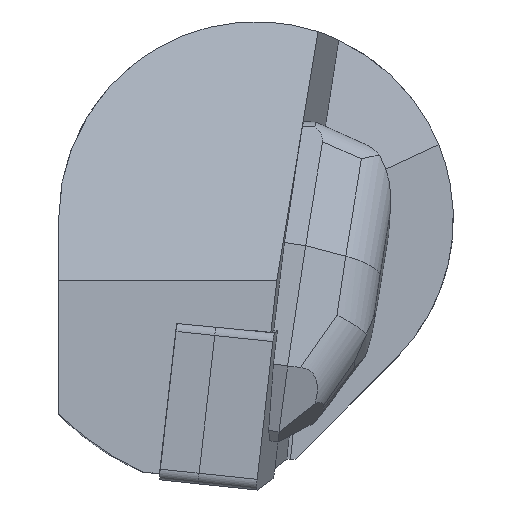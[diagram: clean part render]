
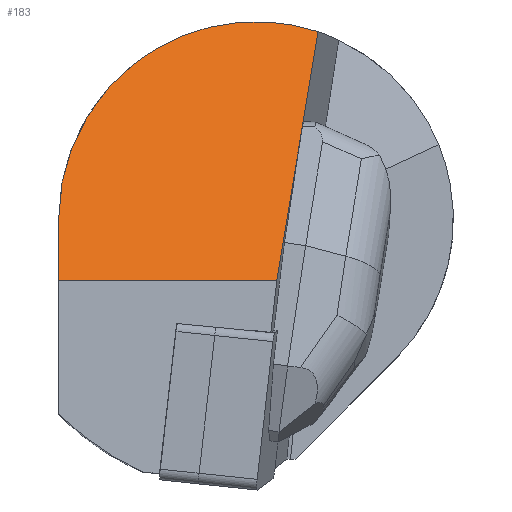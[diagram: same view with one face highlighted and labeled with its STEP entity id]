
A CAD part, top view. The second image highlights one B-rep face of the part: STEP entity #183.
In plain terms, the highlighted planar face has unit normal (0, 0.5, 0.866).
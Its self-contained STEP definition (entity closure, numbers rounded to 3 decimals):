
#59=ELLIPSE('',#1557,18.475,16.);
#183=ADVANCED_FACE('',(#315),#260,.F.);
#260=PLANE('',#1558);
#315=FACE_OUTER_BOUND('',#395,.T.);
#395=EDGE_LOOP('',(#547,#548,#549,#550));
#547=ORIENTED_EDGE('',*,*,#1079,.F.);
#548=ORIENTED_EDGE('',*,*,#1088,.F.);
#549=ORIENTED_EDGE('',*,*,#1089,.F.);
#550=ORIENTED_EDGE('',*,*,#1085,.F.);
#930=VERTEX_POINT('',#2200);
#931=VERTEX_POINT('',#2202);
#935=VERTEX_POINT('',#2213);
#937=VERTEX_POINT('',#2219);
#1079=EDGE_CURVE('',#930,#931,#1281,.T.);
#1085=EDGE_CURVE('',#931,#935,#1287,.T.);
#1088=EDGE_CURVE('',#937,#930,#59,.T.);
#1089=EDGE_CURVE('',#935,#937,#1289,.T.);
#1281=LINE('',#2201,#1422);
#1287=LINE('',#2212,#1428);
#1289=LINE('',#2220,#1430);
#1422=VECTOR('',#1759,1.);
#1428=VECTOR('',#1767,1.);
#1430=VECTOR('',#1775,1.);
#1557=AXIS2_PLACEMENT_3D('',#2218,#1773,#1774);
#1558=AXIS2_PLACEMENT_3D('',#2221,#1776,#1777);
#1759=DIRECTION('',(-0.142,-0.857,0.495));
#1767=DIRECTION('',(-1.,0.,0.));
#1773=DIRECTION('',(0.,-0.5,-0.866));
#1774=DIRECTION('',(0.,0.866,-0.5));
#1775=DIRECTION('',(0.,0.866,-0.5));
#1776=DIRECTION('',(0.,-0.5,-0.866));
#1777=DIRECTION('',(0.,0.866,-0.5));
#2200=CARTESIAN_POINT('',(5.032,15.188,26.428));
#2201=CARTESIAN_POINT('',(5.43,17.588,25.043));
#2202=CARTESIAN_POINT('',(1.685,-5.,38.084));
#2212=CARTESIAN_POINT('',(18.2,-5.,38.084));
#2213=CARTESIAN_POINT('',(-16.,-5.,38.084));
#2218=CARTESIAN_POINT('',(0.,0.,35.197));
#2219=CARTESIAN_POINT('',(-16.,0.,35.197));
#2220=CARTESIAN_POINT('',(-16.,16.,25.959));
#2221=CARTESIAN_POINT('',(18.2,16.,25.959));
